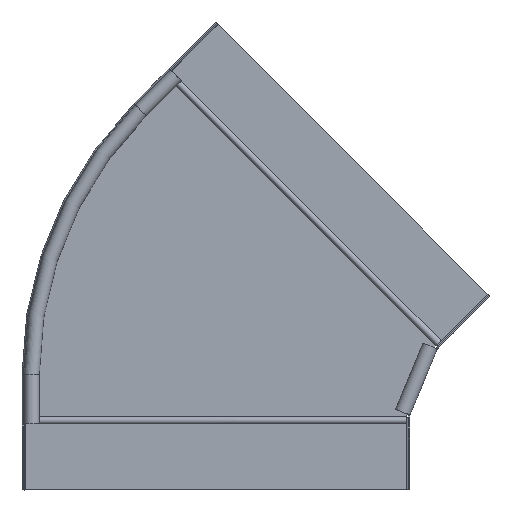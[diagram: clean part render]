
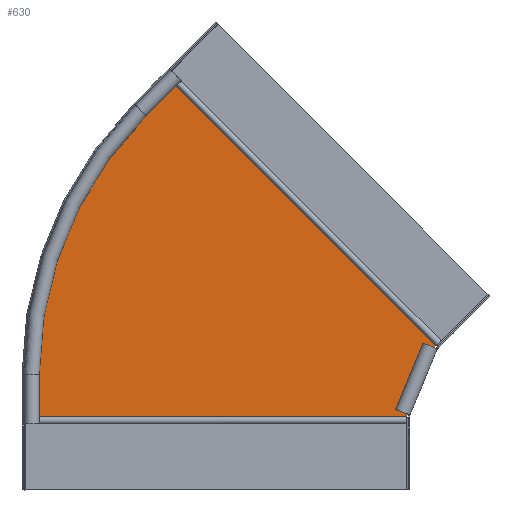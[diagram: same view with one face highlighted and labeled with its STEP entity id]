
A CAD part, top view. The second image highlights one B-rep face of the part: STEP entity #630.
In plain terms, the highlighted planar face has unit normal (0, 0, 1).
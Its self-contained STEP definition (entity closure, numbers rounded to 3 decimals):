
#130=DIRECTION('',(0.383,0.924,0.));
#131=VECTOR('',#130,57.822);
#132=CARTESIAN_POINT('',(0.,58.485,0.));
#133=LINE('',#132,#131);
#134=CARTESIAN_POINT('',(-1.501,90.4,0.));
#135=DIRECTION('',(0.,0.,1.));
#136=DIRECTION('',(-0.707,0.707,0.));
#137=AXIS2_PLACEMENT_3D('',#134,#135,#136);
#139=DIRECTION('',(-0.707,-0.707,0.));
#140=VECTOR('',#139,33.072);
#141=CARTESIAN_POINT('',(-188.126,323.795,
0.));
#142=LINE('',#141,#140);
#143=DIRECTION('',(-0.707,0.707,0.));
#144=VECTOR('',#143,298.5);
#145=CARTESIAN_POINT('',(22.946,112.724,
0.));
#146=LINE('',#145,#144);
#147=DIRECTION('',(0.707,0.707,0.));
#148=VECTOR('',#147,1.157);
#149=CARTESIAN_POINT('',(22.128,111.906,0.));
#150=LINE('',#149,#148);
#182=DIRECTION('',(0.,-1.,0.));
#183=VECTOR('',#182,1.157);
#184=CARTESIAN_POINT('',(0.,58.485,0.));
#185=LINE('',#184,#183);
#297=DIRECTION('',(0.,1.,0.));
#298=VECTOR('',#297,33.072);
#299=CARTESIAN_POINT('',(-298.5,57.328,0.));
#300=LINE('',#299,#298);
#328=DIRECTION('',(-1.,0.,0.));
#329=VECTOR('',#328,298.5);
#330=CARTESIAN_POINT('',(0.,57.328,0.));
#331=LINE('',#330,#329);
#349=CARTESIAN_POINT('',(-298.5,90.4,0.));
#351=VERTEX_POINT('',#349);
#352=CARTESIAN_POINT('',(-188.126,323.795,
0.));
#354=VERTEX_POINT('',#352);
#375=CARTESIAN_POINT('',(0.,57.328,0.));
#377=VERTEX_POINT('',#375);
#383=CARTESIAN_POINT('',(-298.5,57.328,0.));
#384=VERTEX_POINT('',#383);
#387=CARTESIAN_POINT('',(22.128,111.906,0.));
#388=CARTESIAN_POINT('',(22.946,112.724,
0.));
#389=VERTEX_POINT('',#387);
#390=VERTEX_POINT('',#388);
#409=CARTESIAN_POINT('',(0.,58.485,0.));
#410=VERTEX_POINT('',#409);
#411=CARTESIAN_POINT('',(-211.511,300.41,0.));
#412=VERTEX_POINT('',#411);
#610=CARTESIAN_POINT('',(-1.501,90.4,0.));
#611=DIRECTION('',(0.,0.,-1.));
#612=DIRECTION('',(-1.,0.,0.));
#613=AXIS2_PLACEMENT_3D('',#610,#611,#612);
#614=PLANE('',#613);
#616=ORIENTED_EDGE('',*,*,#615,.F.);
#618=ORIENTED_EDGE('',*,*,#617,.T.);
#620=ORIENTED_EDGE('',*,*,#619,.T.);
#622=ORIENTED_EDGE('',*,*,#621,.T.);
#624=ORIENTED_EDGE('',*,*,#623,.F.);
#625=ORIENTED_EDGE('',*,*,#463,.F.);
#626=ORIENTED_EDGE('',*,*,#603,.F.);
#627=ORIENTED_EDGE('',*,*,#546,.F.);
#628=EDGE_LOOP('',(#616,#618,#620,#622,#624,#625,#626,#627));
#629=FACE_OUTER_BOUND('',#628,.F.);
#630=ADVANCED_FACE('',(#629),#614,.F.);
#138=CIRCLE('',#137,296.999);
#463=EDGE_CURVE('',#354,#412,#142,.T.);
#546=EDGE_CURVE('',#389,#390,#150,.T.);
#603=EDGE_CURVE('',#390,#354,#146,.T.);
#615=EDGE_CURVE('',#410,#389,#133,.T.);
#617=EDGE_CURVE('',#410,#377,#185,.T.);
#619=EDGE_CURVE('',#377,#384,#331,.T.);
#621=EDGE_CURVE('',#384,#351,#300,.T.);
#623=EDGE_CURVE('',#412,#351,#138,.T.);
